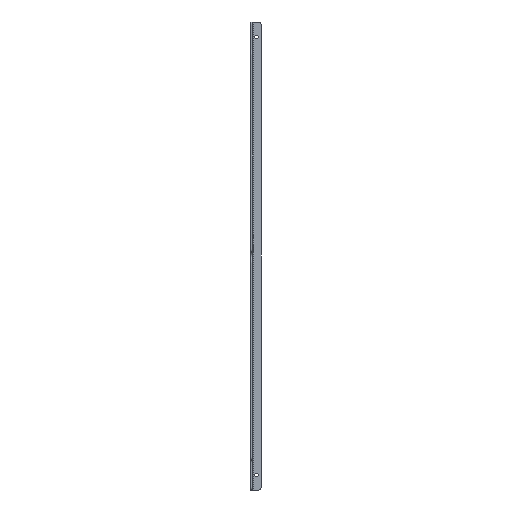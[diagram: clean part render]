
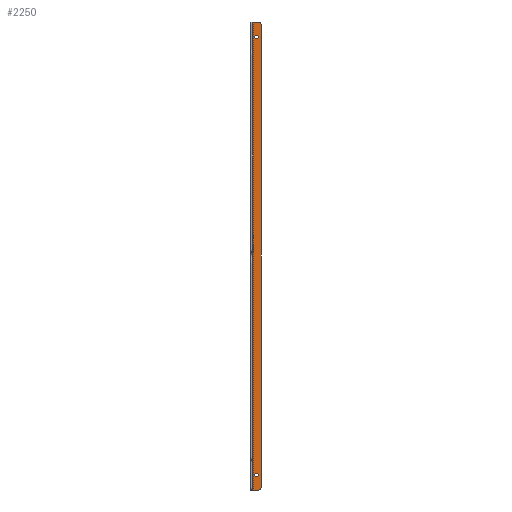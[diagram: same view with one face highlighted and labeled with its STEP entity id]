
A CAD part, left-side view. The second image highlights one B-rep face of the part: STEP entity #2250.
In plain terms, the highlighted planar face has unit normal (-1, 0, 0).
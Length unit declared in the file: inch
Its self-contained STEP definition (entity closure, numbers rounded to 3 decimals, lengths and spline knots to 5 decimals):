
#17 = LINE ( 'NONE', #4842, #2628 ) ;
#72 = CARTESIAN_POINT ( 'NONE',  ( -46.21275, -0.375, 11.6875 ) ) ;
#122 = CARTESIAN_POINT ( 'NONE',  ( -46.21275, -0.5, 11.5625 ) ) ;
#125 = DIRECTION ( 'NONE',  ( 1., 0., 0. ) ) ;
#156 = CARTESIAN_POINT ( 'NONE',  ( -46.21275, -0.28, 11.0315 ) ) ;
#196 = EDGE_CURVE ( 'NONE', #1027, #4054, #5173, .T. ) ;
#239 = CIRCLE ( 'NONE', #2970, 0.094 ) ;
#299 = DIRECTION ( 'NONE',  ( 0., 0., -1. ) ) ;
#376 = CARTESIAN_POINT ( 'NONE',  ( -46.21275, -0.28, -11.0315 ) ) ;
#399 = ORIENTED_EDGE ( 'NONE', *, *, #2508, .T. ) ;
#411 = CARTESIAN_POINT ( 'NONE',  ( -46.21275, -0.28, -10.9375 ) ) ;
#416 = CARTESIAN_POINT ( 'NONE',  ( -46.21275, -0.375, -11.5625 ) ) ;
#430 = AXIS2_PLACEMENT_3D ( 'NONE', #3153, #125, #3246 ) ;
#543 = VERTEX_POINT ( 'NONE', #4027 ) ;
#679 = ORIENTED_EDGE ( 'NONE', *, *, #1810, .T. ) ;
#697 = ORIENTED_EDGE ( 'NONE', *, *, #1532, .T. ) ;
#933 = DIRECTION ( 'NONE',  ( 0., -1., 0. ) ) ;
#1027 = VERTEX_POINT ( 'NONE', #156 ) ;
#1057 = CARTESIAN_POINT ( 'NONE',  ( -46.21275, -0.28, 10.9375 ) ) ;
#1109 = VERTEX_POINT ( 'NONE', #1570 ) ;
#1127 = CARTESIAN_POINT ( 'NONE',  ( -46.21275, 0., 11.6875 ) ) ;
#1201 = DIRECTION ( 'NONE',  ( 1., 0., 0. ) ) ;
#1246 = CARTESIAN_POINT ( 'NONE',  ( -46.21275, -0.112, -11.6875 ) ) ;
#1343 = CIRCLE ( 'NONE', #4522, 0.125 ) ;
#1380 = CARTESIAN_POINT ( 'NONE',  ( -46.21275, -0.5, -11.5625 ) ) ;
#1530 = AXIS2_PLACEMENT_3D ( 'NONE', #1993, #4187, #1569 ) ;
#1532 = EDGE_CURVE ( 'NONE', #4688, #3574, #1343, .T. ) ;
#1548 = ORIENTED_EDGE ( 'NONE', *, *, #3929, .T. ) ;
#1555 = PLANE ( 'NONE',  #4890 ) ;
#1569 = DIRECTION ( 'NONE',  ( 0., -1., 0. ) ) ;
#1570 = CARTESIAN_POINT ( 'NONE',  ( -46.21275, -0.28, -10.8435 ) ) ;
#1605 = FACE_BOUND ( 'NONE', #3948, .T. ) ;
#1650 = DIRECTION ( 'NONE',  ( 0., 0., -1. ) ) ;
#1673 = VERTEX_POINT ( 'NONE', #72 ) ;
#1680 = CARTESIAN_POINT ( 'NONE',  ( -46.21275, -0.28, -10.9375 ) ) ;
#1810 = EDGE_CURVE ( 'NONE', #5063, #1673, #1885, .T. ) ;
#1885 = CIRCLE ( 'NONE', #1530, 0.125 ) ;
#1920 = EDGE_CURVE ( 'NONE', #1109, #4479, #239, .T. ) ;
#1993 = CARTESIAN_POINT ( 'NONE',  ( -46.21275, -0.375, 11.5625 ) ) ;
#2005 = DIRECTION ( 'NONE',  ( 1., 0., 0. ) ) ;
#2051 = EDGE_CURVE ( 'NONE', #3923, #4688, #4433, .T. ) ;
#2237 = CARTESIAN_POINT ( 'NONE',  ( -46.21275, -0.28, 10.8435 ) ) ;
#2250 = ADVANCED_FACE ( 'NONE', ( #5460, #1605, #3258 ), #1555, .F. ) ;
#2296 = CIRCLE ( 'NONE', #4665, 0.094 ) ;
#2339 = CARTESIAN_POINT ( 'NONE',  ( -46.21275, -0.375, -11.6875 ) ) ;
#2341 = ORIENTED_EDGE ( 'NONE', *, *, #4936, .F. ) ;
#2479 = DIRECTION ( 'NONE',  ( 0., 0., 1. ) ) ;
#2508 = EDGE_CURVE ( 'NONE', #4479, #1109, #2296, .T. ) ;
#2610 = DIRECTION ( 'NONE',  ( 1., 0., 0. ) ) ;
#2628 = VECTOR ( 'NONE', #933, 39.37008 ) ;
#2668 = CARTESIAN_POINT ( 'NONE',  ( -46.21275, -0.112, -11.6875 ) ) ;
#2970 = AXIS2_PLACEMENT_3D ( 'NONE', #1680, #5611, #3814 ) ;
#3153 = CARTESIAN_POINT ( 'NONE',  ( -46.21275, -0.28, 10.9375 ) ) ;
#3169 = AXIS2_PLACEMENT_3D ( 'NONE', #1057, #1201, #1650 ) ;
#3181 = VECTOR ( 'NONE', #2479, 39.37008 ) ;
#3246 = DIRECTION ( 'NONE',  ( 0., 0., 1. ) ) ;
#3258 = FACE_OUTER_BOUND ( 'NONE', #4425, .T. ) ;
#3344 = DIRECTION ( 'NONE',  ( 0., -1., 0. ) ) ;
#3345 = ORIENTED_EDGE ( 'NONE', *, *, #4843, .F. ) ;
#3415 = LINE ( 'NONE', #4536, #5635 ) ;
#3574 = VERTEX_POINT ( 'NONE', #1380 ) ;
#3789 = CARTESIAN_POINT ( 'NONE',  ( -46.21275, -0.112, -11.6875 ) ) ;
#3814 = DIRECTION ( 'NONE',  ( 0., 0., 1. ) ) ;
#3891 = VECTOR ( 'NONE', #5385, 39.37008 ) ;
#3892 = EDGE_CURVE ( 'NONE', #5063, #3574, #3415, .T. ) ;
#3923 = VERTEX_POINT ( 'NONE', #1246 ) ;
#3929 = EDGE_CURVE ( 'NONE', #4054, #1027, #5455, .T. ) ;
#3948 = EDGE_LOOP ( 'NONE', ( #4571, #399 ) ) ;
#4027 = CARTESIAN_POINT ( 'NONE',  ( -46.21275, -0.112, 11.6875 ) ) ;
#4054 = VERTEX_POINT ( 'NONE', #2237 ) ;
#4187 = DIRECTION ( 'NONE',  ( -1., 0., 0. ) ) ;
#4359 = DIRECTION ( 'NONE',  ( -1., 0., 0. ) ) ;
#4425 = EDGE_LOOP ( 'NONE', ( #2341, #3345, #4649, #697, #4543, #679 ) ) ;
#4433 = LINE ( 'NONE', #2668, #3891 ) ;
#4479 = VERTEX_POINT ( 'NONE', #376 ) ;
#4522 = AXIS2_PLACEMENT_3D ( 'NONE', #416, #4359, #4703 ) ;
#4536 = CARTESIAN_POINT ( 'NONE',  ( -46.21275, -0.5, 11.5625 ) ) ;
#4543 = ORIENTED_EDGE ( 'NONE', *, *, #3892, .F. ) ;
#4571 = ORIENTED_EDGE ( 'NONE', *, *, #1920, .T. ) ;
#4649 = ORIENTED_EDGE ( 'NONE', *, *, #2051, .T. ) ;
#4651 = LINE ( 'NONE', #3789, #3181 ) ;
#4665 = AXIS2_PLACEMENT_3D ( 'NONE', #411, #2610, #299 ) ;
#4688 = VERTEX_POINT ( 'NONE', #2339 ) ;
#4703 = DIRECTION ( 'NONE',  ( 0., 0., -1. ) ) ;
#4773 = EDGE_LOOP ( 'NONE', ( #5471, #1548 ) ) ;
#4842 = CARTESIAN_POINT ( 'NONE',  ( -46.21275, -0.112, 11.6875 ) ) ;
#4843 = EDGE_CURVE ( 'NONE', #3923, #543, #4651, .T. ) ;
#4890 = AXIS2_PLACEMENT_3D ( 'NONE', #1127, #2005, #3344 ) ;
#4936 = EDGE_CURVE ( 'NONE', #543, #1673, #17, .T. ) ;
#4966 = DIRECTION ( 'NONE',  ( 0., 0., -1. ) ) ;
#5063 = VERTEX_POINT ( 'NONE', #122 ) ;
#5173 = CIRCLE ( 'NONE', #430, 0.094 ) ;
#5385 = DIRECTION ( 'NONE',  ( 0., -1., 0. ) ) ;
#5455 = CIRCLE ( 'NONE', #3169, 0.094 ) ;
#5460 = FACE_BOUND ( 'NONE', #4773, .T. ) ;
#5471 = ORIENTED_EDGE ( 'NONE', *, *, #196, .T. ) ;
#5611 = DIRECTION ( 'NONE',  ( 1., 0., 0. ) ) ;
#5635 = VECTOR ( 'NONE', #4966, 39.37008 ) ;
